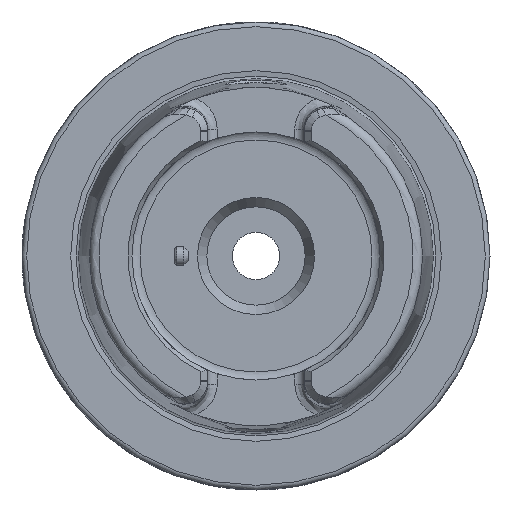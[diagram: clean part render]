
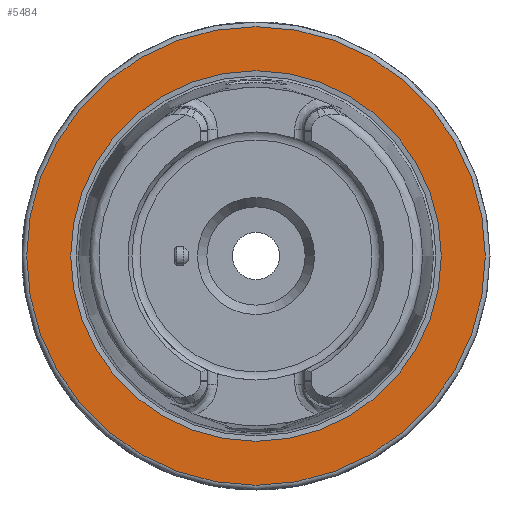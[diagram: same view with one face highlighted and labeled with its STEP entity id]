
A CAD part, left-side view. The second image highlights one B-rep face of the part: STEP entity #5484.
In plain terms, the highlighted planar face has unit normal (-1, 0, 0).
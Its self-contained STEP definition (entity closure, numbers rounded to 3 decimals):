
#114=FACE_BOUND('',#997,.T.);
#457=PLANE('',#5955);
#685=FACE_OUTER_BOUND('',#996,.T.);
#996=EDGE_LOOP('',(#4572,#4573));
#997=EDGE_LOOP('',(#4574,#4575));
#1860=CIRCLE('',#5953,39.587);
#1861=CIRCLE('',#5954,39.587);
#1862=CIRCLE('',#5956,49.);
#1863=CIRCLE('',#5957,49.);
#2409=VERTEX_POINT('',#12344);
#2410=VERTEX_POINT('',#12346);
#2411=VERTEX_POINT('',#12350);
#2412=VERTEX_POINT('',#12351);
#3181=EDGE_CURVE('',#2410,#2409,#1860,.T.);
#3182=EDGE_CURVE('',#2409,#2410,#1861,.T.);
#3183=EDGE_CURVE('',#2411,#2412,#1862,.T.);
#3184=EDGE_CURVE('',#2412,#2411,#1863,.T.);
#4572=ORIENTED_EDGE('',*,*,#3183,.F.);
#4573=ORIENTED_EDGE('',*,*,#3184,.F.);
#4574=ORIENTED_EDGE('',*,*,#3181,.T.);
#4575=ORIENTED_EDGE('',*,*,#3182,.T.);
#5484=ADVANCED_FACE('',(#685,#114),#457,.T.);
#5953=AXIS2_PLACEMENT_3D('',#12347,#7097,#7098);
#5954=AXIS2_PLACEMENT_3D('',#12348,#7099,#7100);
#5955=AXIS2_PLACEMENT_3D('',#12349,#7101,#7102);
#5956=AXIS2_PLACEMENT_3D('',#12352,#7103,#7104);
#5957=AXIS2_PLACEMENT_3D('',#12353,#7105,#7106);
#7097=DIRECTION('center_axis',(1.,0.,0.));
#7098=DIRECTION('ref_axis',(0.,0.,-1.));
#7099=DIRECTION('center_axis',(1.,0.,0.));
#7100=DIRECTION('ref_axis',(0.,0.,-1.));
#7101=DIRECTION('center_axis',(-1.,0.,0.));
#7102=DIRECTION('ref_axis',(0.,0.,1.));
#7103=DIRECTION('center_axis',(1.,0.,0.));
#7104=DIRECTION('ref_axis',(0.,0.,-1.));
#7105=DIRECTION('center_axis',(1.,0.,0.));
#7106=DIRECTION('ref_axis',(0.,0.,-1.));
#12344=CARTESIAN_POINT('',(0.,-39.587,0.));
#12346=CARTESIAN_POINT('',(0.,39.587,0.));
#12347=CARTESIAN_POINT('Origin',(0.,0.,0.));
#12348=CARTESIAN_POINT('Origin',(0.,0.,0.));
#12349=CARTESIAN_POINT('Origin',(0.,49.,
0.));
#12350=CARTESIAN_POINT('',(0.,49.,0.));
#12351=CARTESIAN_POINT('',(0.,0.,
49.));
#12352=CARTESIAN_POINT('Origin',(0.,0.,0.));
#12353=CARTESIAN_POINT('Origin',(0.,0.,0.));
